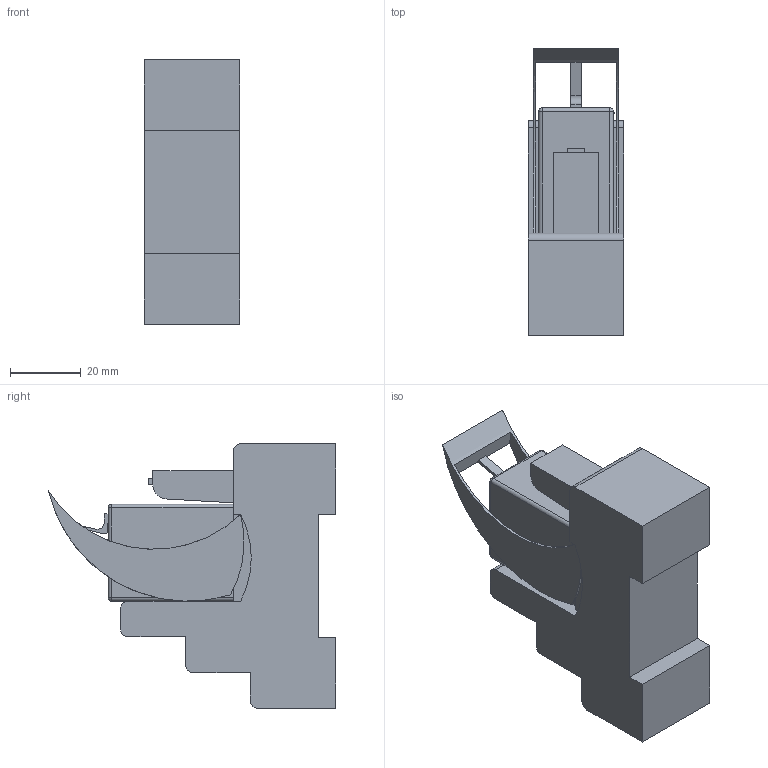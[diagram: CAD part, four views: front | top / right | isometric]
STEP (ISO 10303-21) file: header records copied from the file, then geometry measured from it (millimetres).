
FILE_DESCRIPTION((''),'2;1');
FILE_NAME('PIR3.stp','2015-07-14T10:50:53',('CAD Station'),(''),'Autodesk Inventor 2013','Autodesk Inventor 2013','');
FILE_SCHEMA(('CONFIG_CONTROL_DESIGN'));
Length unit declared in the file: millimetre
Products named in the file (7): PIR3; PIR3 BACE; R2; R2 top; Modual MXX; GZT80
Assembly tree (6 placements, depth 3):
  PIR3
    PIR3 BACE
    R2
      R2
      R2 top
    Modual MXX
    GZT80
Bounding box: 27 x 81.58 x 75 mm (x, y, z)
Volume: 88475.7 mm3; surface area: 23842.7 mm2
Topology: 6 solids, 6 shells, 627 faces, 1486 edges, 931 vertices
Faces by surface type: plane 543, cylinder 76, sphere 5, bspline 2, torus 1
Full cylindrical faces by diameter (mm): 1.5 x2, 2 x1, 3 x4, 3.5 x12, 4 x12
Entity records: 17997 total; most frequent: CARTESIAN_POINT 3105, ORIENTED_EDGE 2896, DIRECTION 2877, EDGE_CURVE 1448, VECTOR 1287, LINE 1287, VERTEX_POINT 931, AXIS2_PLACEMENT_3D 795
